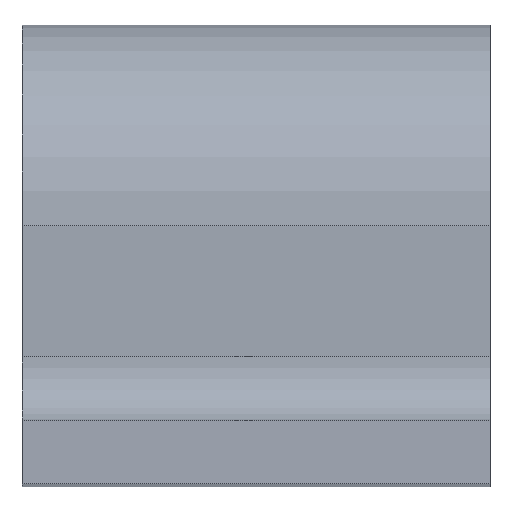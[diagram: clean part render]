
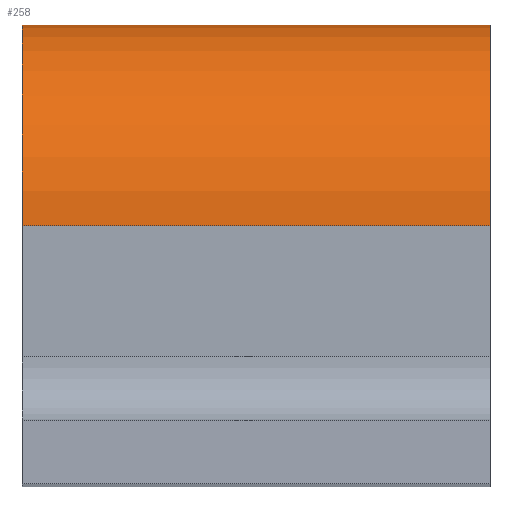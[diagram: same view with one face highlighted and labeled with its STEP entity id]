
A CAD part, top view. The second image highlights one B-rep face of the part: STEP entity #258.
In plain terms, the highlighted cylindrical face has radius 0.244 mm (diameter 0.489 mm), a partial arc.
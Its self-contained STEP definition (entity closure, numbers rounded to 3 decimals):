
#16=CIRCLE('',#290,0.244);
#17=CIRCLE('',#291,0.244);
#22=CYLINDRICAL_SURFACE('',#289,0.244);
#56=ORIENTED_EDGE('',*,*,#122,.T.);
#57=ORIENTED_EDGE('',*,*,#118,.T.);
#58=ORIENTED_EDGE('',*,*,#123,.F.);
#59=ORIENTED_EDGE('',*,*,#124,.F.);
#118=EDGE_CURVE('',#148,#149,#174,.T.);
#122=EDGE_CURVE('',#152,#148,#16,.T.);
#123=EDGE_CURVE('',#153,#149,#17,.T.);
#124=EDGE_CURVE('',#152,#153,#178,.T.);
#148=VERTEX_POINT('',#418);
#149=VERTEX_POINT('',#420);
#152=VERTEX_POINT('',#430);
#153=VERTEX_POINT('',#432);
#174=LINE('',#421,#202);
#178=LINE('',#433,#206);
#202=VECTOR('',#341,1000.);
#206=VECTOR('',#353,1000.);
#220=EDGE_LOOP('',(#56,#57,#58,#59));
#234=FACE_BOUND('',#220,.T.);
#258=ADVANCED_FACE('',(#234),#22,.T.);
#289=AXIS2_PLACEMENT_3D('',#428,#347,#348);
#290=AXIS2_PLACEMENT_3D('',#429,#349,#350);
#291=AXIS2_PLACEMENT_3D('',#431,#351,#352);
#341=DIRECTION('',(1.,0.,0.));
#347=DIRECTION('',(1.,0.,0.));
#348=DIRECTION('',(0.,0.712,0.702));
#349=DIRECTION('',(1.,0.,0.));
#350=DIRECTION('',(0.,1.,0.));
#351=DIRECTION('',(1.,0.,0.));
#352=DIRECTION('',(0.,-1.,0.));
#353=DIRECTION('',(1.,0.,0.));
#418=CARTESIAN_POINT('',(26.678,0.602,2.192));
#420=CARTESIAN_POINT('',(27.244,0.602,2.192));
#421=CARTESIAN_POINT('',(26.678,0.602,2.192));
#428=CARTESIAN_POINT('',(26.678,0.601,1.948));
#429=CARTESIAN_POINT('',(26.678,0.601,1.948));
#430=CARTESIAN_POINT('',(26.678,0.845,1.946));
#431=CARTESIAN_POINT('',(27.244,0.601,1.948));
#432=CARTESIAN_POINT('',(27.244,0.845,1.946));
#433=CARTESIAN_POINT('',(26.678,0.845,1.946));
